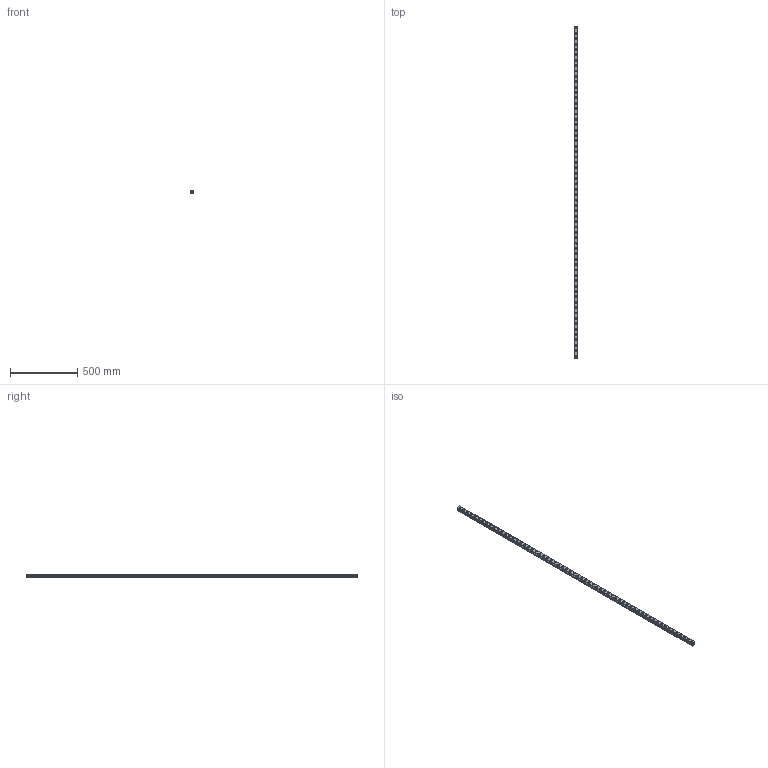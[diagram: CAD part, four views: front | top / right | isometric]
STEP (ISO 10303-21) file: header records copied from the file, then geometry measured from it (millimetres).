
FILE_DESCRIPTION(('STEP AP214'),'1');
FILE_NAME('cctmp_1834D6ED-59F7-458B-84AB-18807FB25794_2021_03_11_13_11_03_0817..stp','2021-03-11T12:11:04',('HIWIN GmbH'),('CADClick - www.CADClick.com'),'Spatial InterOp 3D',' ','unknown authorization');
FILE_SCHEMA(('AUTOMOTIVE_DESIGN'));
Length unit declared in the file: millimetre
Products named in the file (1): RGR30R2470H_FILE
Bounding box: 28 x 2470 x 28 mm (x, y, z)
Volume: 1416773.9 mm3; surface area: 366847.8 mm2
Topology: 1 solids, 1 shells, 673 faces, 1443 edges, 962 vertices
Faces by surface type: cylinder 390, plane 283
Entity records: 23985 total; most frequent: DIRECTION 3571, CARTESIAN_POINT 3079, ORIENTED_EDGE 2886, AXIS2_PLACEMENT_3D 1454, EDGE_CURVE 1443, VERTEX_POINT 962, EDGE_LOOP 863, CIRCLE 780
